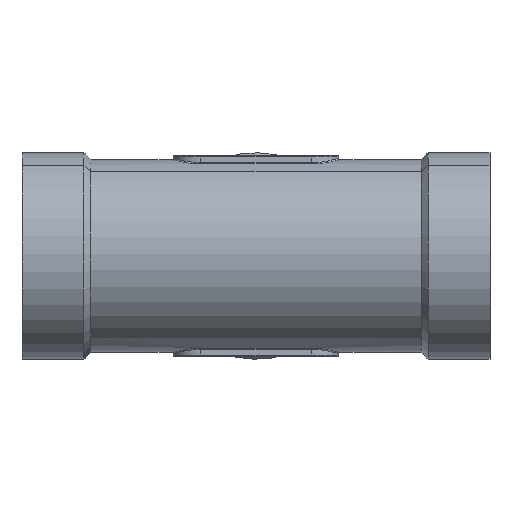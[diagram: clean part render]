
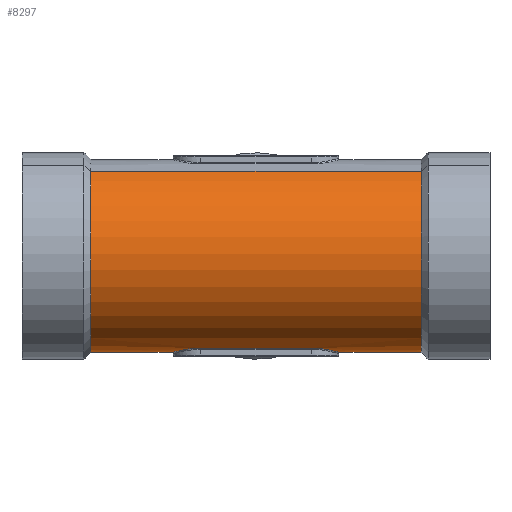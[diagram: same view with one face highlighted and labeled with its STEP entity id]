
A CAD part, left-side view. The second image highlights one B-rep face of the part: STEP entity #8297.
In plain terms, the highlighted cylindrical face has radius 7 mm (diameter 14 mm), a partial arc.
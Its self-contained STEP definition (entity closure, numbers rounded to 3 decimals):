
#114=CARTESIAN_POINT('Axis2P3D Location',(0.,-12.,0.)) ;
#118=CARTESIAN_POINT('Vertex',(-3.356,-12.,6.143)) ;
#120=CARTESIAN_POINT('Vertex',(3.356,-12.,-6.143)) ;
#149=CARTESIAN_POINT('Vertex',(-3.356,12.,6.143)) ;
#165=CARTESIAN_POINT('Vertex',(3.356,12.,-6.143)) ;
#168=CARTESIAN_POINT('Axis2P3D Location',(0.,12.,0.)) ;
#7544=CARTESIAN_POINT('Axis2P3D Location',(0.,8.5,0.)) ;
#7558=CARTESIAN_POINT('Vertex',(3.356,3.835,-6.143)) ;
#7561=CARTESIAN_POINT('Line Origine',(3.356,6.,-6.143)) ;
#7901=CARTESIAN_POINT('Line Origine',(3.356,6.,-6.143)) ;
#7905=CARTESIAN_POINT('Vertex',(3.356,-3.835,-6.143)) ;
#8175=CARTESIAN_POINT('Control Point',(2.07,2.366,-6.687)) ;
#8176=CARTESIAN_POINT('Control Point',(2.161,2.469,-6.659)) ;
#8177=CARTESIAN_POINT('Control Point',(2.251,2.572,-6.629)) ;
#8178=CARTESIAN_POINT('Control Point',(2.341,2.675,-6.598)) ;
#8179=CARTESIAN_POINT('Control Point',(2.601,2.972,-6.503)) ;
#8180=CARTESIAN_POINT('Control Point',(2.858,3.266,-6.394)) ;
#8181=CARTESIAN_POINT('Control Point',(3.025,3.457,-6.317)) ;
#8182=CARTESIAN_POINT('Control Point',(3.191,3.647,-6.233)) ;
#8183=CARTESIAN_POINT('Control Point',(3.356,3.835,-6.143)) ;
#8184=CARTESIAN_POINT('Vertex',(2.07,2.366,-6.687)) ;
#8214=CARTESIAN_POINT('Control Point',(3.356,-3.835,-6.143)) ;
#8215=CARTESIAN_POINT('Control Point',(2.937,-3.357,-6.372)) ;
#8216=CARTESIAN_POINT('Control Point',(2.507,-2.865,-6.552)) ;
#8217=CARTESIAN_POINT('Control Point',(2.07,-2.366,-6.687)) ;
#8218=CARTESIAN_POINT('Vertex',(2.07,-2.366,-6.687)) ;
#8221=CARTESIAN_POINT('Line Origine',(-3.356,6.,6.143)) ;
#8226=CARTESIAN_POINT('Line Origine',(2.07,6.,-6.687)) ;
#8230=CARTESIAN_POINT('Vertex',(2.07,4.,-6.687)) ;
#8234=CARTESIAN_POINT('Control Point',(-2.07,4.,-6.687)) ;
#8235=CARTESIAN_POINT('Control Point',(-2.07,4.305,-6.687)) ;
#8236=CARTESIAN_POINT('Control Point',(-2.016,4.61,-6.704)) ;
#8237=CARTESIAN_POINT('Control Point',(-1.907,4.9,-6.738)) ;
#8238=CARTESIAN_POINT('Control Point',(-1.576,5.454,-6.829)) ;
#8239=CARTESIAN_POINT('Control Point',(-1.066,5.848,-6.927)) ;
#8240=CARTESIAN_POINT('Control Point',(-0.757,6.,-6.971)) ;
#8241=CARTESIAN_POINT('Control Point',(-0.085,6.169,-7.02)) ;
#8242=CARTESIAN_POINT('Control Point',(0.601,6.056,-6.987)) ;
#8243=CARTESIAN_POINT('Control Point',(0.928,5.925,-6.948)) ;
#8244=CARTESIAN_POINT('Control Point',(1.496,5.548,-6.849)) ;
#8245=CARTESIAN_POINT('Control Point',(1.875,4.98,-6.747)) ;
#8246=CARTESIAN_POINT('Control Point',(2.005,4.666,-6.707)) ;
#8247=CARTESIAN_POINT('Control Point',(2.07,4.333,-6.687)) ;
#8248=CARTESIAN_POINT('Control Point',(2.07,4.,-6.687)) ;
#8249=CARTESIAN_POINT('Vertex',(-2.07,4.,-6.687)) ;
#8252=CARTESIAN_POINT('Line Origine',(-2.07,6.,-6.687)) ;
#8256=CARTESIAN_POINT('Vertex',(-2.07,-4.,-6.687)) ;
#8260=CARTESIAN_POINT('Control Point',(2.07,-4.,-6.687)) ;
#8261=CARTESIAN_POINT('Control Point',(2.07,-4.305,-6.687)) ;
#8262=CARTESIAN_POINT('Control Point',(2.016,-4.61,-6.704)) ;
#8263=CARTESIAN_POINT('Control Point',(1.907,-4.9,-6.738)) ;
#8264=CARTESIAN_POINT('Control Point',(1.576,-5.454,-6.829)) ;
#8265=CARTESIAN_POINT('Control Point',(1.066,-5.848,-6.927)) ;
#8266=CARTESIAN_POINT('Control Point',(0.757,-6.,-6.971)) ;
#8267=CARTESIAN_POINT('Control Point',(0.085,-6.169,-7.02)) ;
#8268=CARTESIAN_POINT('Control Point',(-0.601,-6.056,-6.987)) ;
#8269=CARTESIAN_POINT('Control Point',(-0.928,-5.925,-6.948)) ;
#8270=CARTESIAN_POINT('Control Point',(-1.496,-5.548,-6.849)) ;
#8271=CARTESIAN_POINT('Control Point',(-1.875,-4.98,-6.747)) ;
#8272=CARTESIAN_POINT('Control Point',(-2.005,-4.666,-6.707)) ;
#8273=CARTESIAN_POINT('Control Point',(-2.07,-4.333,-6.687)) ;
#8274=CARTESIAN_POINT('Control Point',(-2.07,-4.,-6.687)) ;
#8275=CARTESIAN_POINT('Vertex',(2.07,-4.,-6.687)) ;
#8278=CARTESIAN_POINT('Line Origine',(2.07,6.,-6.687)) ;
#115=DIRECTION('Axis2P3D Direction',(0.,-1.,0.)) ;
#169=DIRECTION('Axis2P3D Direction',(0.,-1.,0.)) ;
#7545=DIRECTION('Axis2P3D Direction',(0.,-1.,-0.)) ;
#7546=DIRECTION('Axis2P3D XDirection',(-0.479,0.,0.878)) ;
#7562=DIRECTION('Vector Direction',(0.,-1.,0.)) ;
#7902=DIRECTION('Vector Direction',(0.,-1.,0.)) ;
#8222=DIRECTION('Vector Direction',(0.,-1.,0.)) ;
#8227=DIRECTION('Vector Direction',(0.,-1.,0.)) ;
#8253=DIRECTION('Vector Direction',(0.,-1.,0.)) ;
#8279=DIRECTION('Vector Direction',(0.,-1.,0.)) ;
#116=AXIS2_PLACEMENT_3D('Circle Axis2P3D',#114,#115,$) ;
#170=AXIS2_PLACEMENT_3D('Circle Axis2P3D',#168,#169,$) ;
#7547=AXIS2_PLACEMENT_3D('Cylinder Axis2P3D',#7544,#7545,#7546) ;
#8284=ORIENTED_EDGE('',*,*,#8220,.T.) ;
#8285=ORIENTED_EDGE('',*,*,#7907,.T.) ;
#8286=ORIENTED_EDGE('',*,*,#122,.F.) ;
#8287=ORIENTED_EDGE('',*,*,#8225,.F.) ;
#8288=ORIENTED_EDGE('',*,*,#172,.T.) ;
#8289=ORIENTED_EDGE('',*,*,#7565,.T.) ;
#8290=ORIENTED_EDGE('',*,*,#8186,.T.) ;
#8291=ORIENTED_EDGE('',*,*,#8232,.T.) ;
#8292=ORIENTED_EDGE('',*,*,#8251,.T.) ;
#8293=ORIENTED_EDGE('',*,*,#8258,.T.) ;
#8294=ORIENTED_EDGE('',*,*,#8277,.T.) ;
#8295=ORIENTED_EDGE('',*,*,#8282,.T.) ;
#7563=VECTOR('Line Direction',#7562,1.) ;
#7903=VECTOR('Line Direction',#7902,1.) ;
#8223=VECTOR('Line Direction',#8222,1.) ;
#8228=VECTOR('Line Direction',#8227,1.) ;
#8254=VECTOR('Line Direction',#8253,1.) ;
#8280=VECTOR('Line Direction',#8279,1.) ;
#8297=ADVANCED_FACE('Corps principal',(#8296),#7548,.T.) ;
#8174=B_SPLINE_CURVE_WITH_KNOTS('',5,(#8175,#8176,#8177,#8178,#8179,#8180,#8181,#8182,#8183),.UNSPECIFIED.,.F.,.U.,(6,3,6),(4.476,5.466,7.344),.UNSPECIFIED.) ;
#8213=B_SPLINE_CURVE_WITH_KNOTS('',3,(#8214,#8215,#8216,#8217),.UNSPECIFIED.,.F.,.U.,(4,4),(7.891,10.76),.UNSPECIFIED.) ;
#8233=B_SPLINE_CURVE_WITH_KNOTS('',5,(#8234,#8235,#8236,#8237,#8238,#8239,#8240,#8241,#8242,#8243,#8244,#8245,#8246,#8247,#8248),.UNSPECIFIED.,.F.,.U.,(6,3,3,3,6),(4.566,6.671,9.007,11.396,13.697),.UNSPECIFIED.) ;
#8259=B_SPLINE_CURVE_WITH_KNOTS('',5,(#8260,#8261,#8262,#8263,#8264,#8265,#8266,#8267,#8268,#8269,#8270,#8271,#8272,#8273,#8274),.UNSPECIFIED.,.F.,.U.,(6,3,3,3,6),(4.566,6.671,9.007,11.396,13.697),.UNSPECIFIED.) ;
#117=CIRCLE('generated circle',#116,7.) ;
#171=CIRCLE('generated circle',#170,7.) ;
#7548=CYLINDRICAL_SURFACE('generated cylinder',#7547,7.) ;
#122=EDGE_CURVE('',#119,#121,#117,.T.) ;
#172=EDGE_CURVE('',#150,#166,#171,.T.) ;
#7565=EDGE_CURVE('',#166,#7559,#7564,.T.) ;
#7907=EDGE_CURVE('',#7906,#121,#7904,.T.) ;
#8186=EDGE_CURVE('',#7559,#8185,#8174,.F.) ;
#8220=EDGE_CURVE('',#8219,#7906,#8213,.F.) ;
#8225=EDGE_CURVE('',#150,#119,#8224,.T.) ;
#8232=EDGE_CURVE('',#8185,#8231,#8229,.F.) ;
#8251=EDGE_CURVE('',#8231,#8250,#8233,.F.) ;
#8258=EDGE_CURVE('',#8250,#8257,#8255,.T.) ;
#8277=EDGE_CURVE('',#8257,#8276,#8259,.F.) ;
#8282=EDGE_CURVE('',#8276,#8219,#8281,.F.) ;
#8283=EDGE_LOOP('',(#8284,#8285,#8286,#8287,#8288,#8289,#8290,#8291,#8292,#8293,#8294,#8295)) ;
#8296=FACE_OUTER_BOUND('',#8283,.T.) ;
#7564=LINE('Line',#7561,#7563) ;
#7904=LINE('Line',#7901,#7903) ;
#8224=LINE('Line',#8221,#8223) ;
#8229=LINE('Line',#8226,#8228) ;
#8255=LINE('Line',#8252,#8254) ;
#8281=LINE('Line',#8278,#8280) ;
#119=VERTEX_POINT('',#118) ;
#121=VERTEX_POINT('',#120) ;
#150=VERTEX_POINT('',#149) ;
#166=VERTEX_POINT('',#165) ;
#7559=VERTEX_POINT('',#7558) ;
#7906=VERTEX_POINT('',#7905) ;
#8185=VERTEX_POINT('',#8184) ;
#8219=VERTEX_POINT('',#8218) ;
#8231=VERTEX_POINT('',#8230) ;
#8250=VERTEX_POINT('',#8249) ;
#8257=VERTEX_POINT('',#8256) ;
#8276=VERTEX_POINT('',#8275) ;
